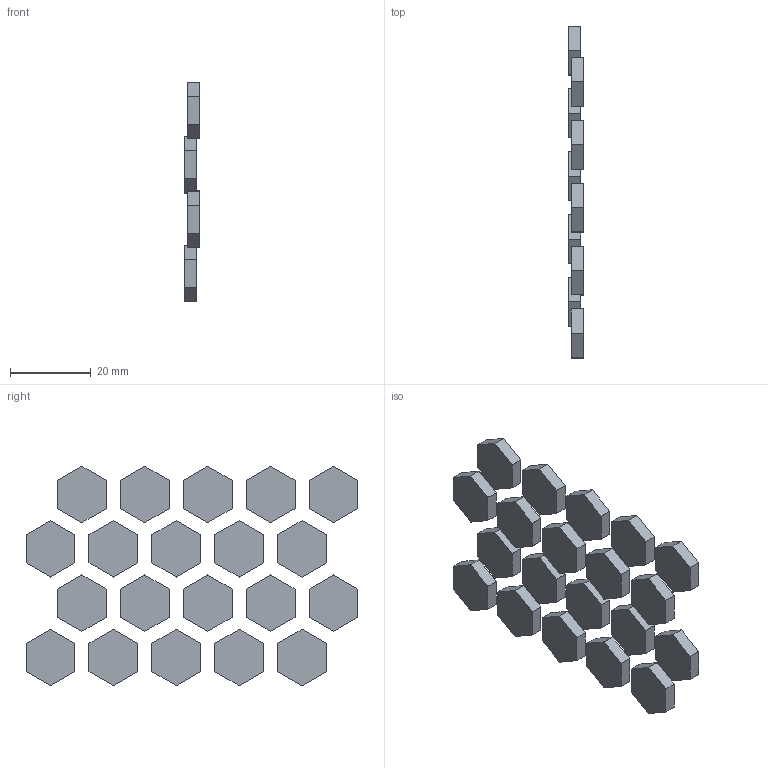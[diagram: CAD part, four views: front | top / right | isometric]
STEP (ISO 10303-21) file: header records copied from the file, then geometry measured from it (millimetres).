
FILE_DESCRIPTION(/* description */ (''),/* implementation_level */ '2;1');
FILE_NAME(/* name */ 'honeycomb design_v1.step',/* time_stamp */ '2024-09-27T23:02:54-04:00',/* author */ (''),/* organization */ (''),/* preprocessor_version */ 'ST-DEVELOPER v20',/* originating_system */ 'Autodesk Translation Framework v13.14.0.145',/* authorisation */ '');
FILE_SCHEMA (('AUTOMOTIVE_DESIGN { 1 0 10303 214 3 1 1 }'));
Length unit declared in the file: millimetre
Products named in the file (1): honeycomb design
Bounding box: 3.72 x 82.45 x 54.5 mm (x, y, z)
Volume: 8019.6 mm3; surface area: 7994.3 mm2
Topology: 21 solids, 21 shells, 315 faces, 819 edges, 546 vertices
Faces by surface type: plane 315
Entity records: 9446 total; most frequent: CARTESIAN_POINT 1681, ORIENTED_EDGE 1638, DIRECTION 1451, LINE 819, VECTOR 819, EDGE_CURVE 819, VERTEX_POINT 546, AXIS2_PLACEMENT_3D 316
